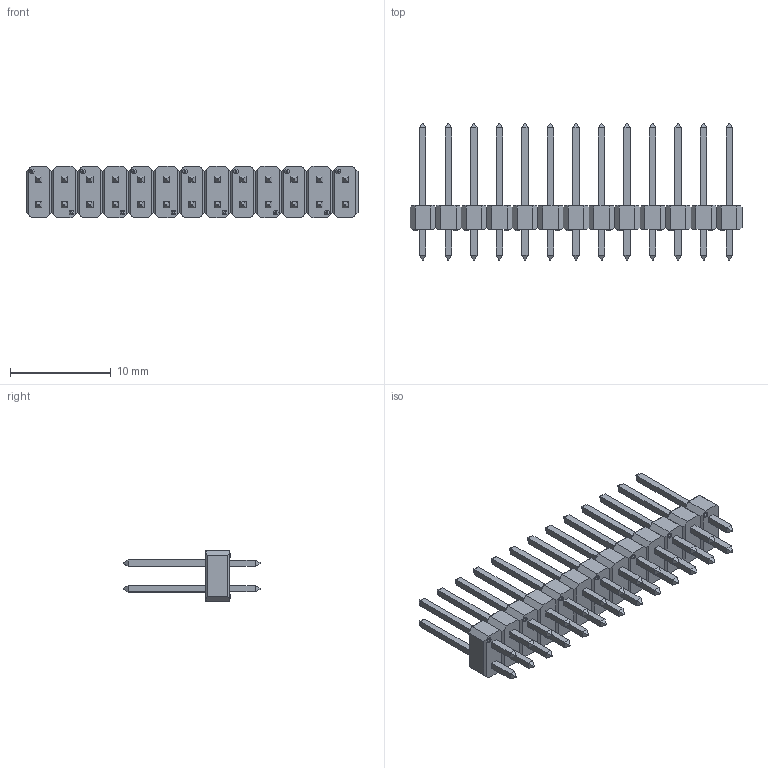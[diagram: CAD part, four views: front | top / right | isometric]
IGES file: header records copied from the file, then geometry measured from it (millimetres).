
Start section: SolidWorks IGES file using analytic representation for surfaces
Global section: file name: PBC13DFAN.IGS; native system: SolidWorks 2014; preprocessor: SolidWorks 2014; author: shane_sorenson; date: 180206.142349; units: millimetre
Bounding box: 33.02 x 13.53 x 5.08 mm (x, y, z)
Surface area: 1477 mm2 (no closed solid volume)
Topology: 0 solids, 0 shells, 845 faces, 4212 edges, 4212 vertices
Faces by surface type: bspline 741, revolution 104
